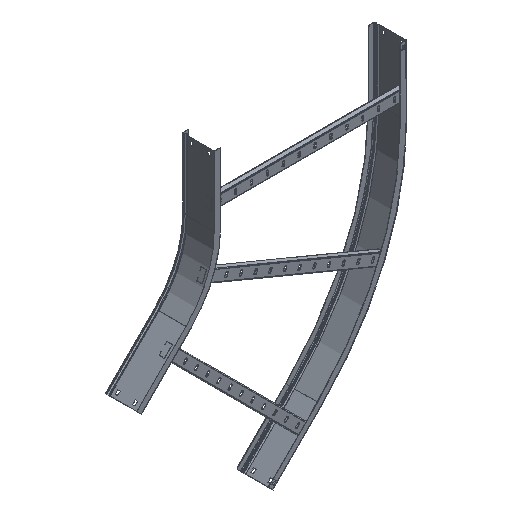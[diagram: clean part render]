
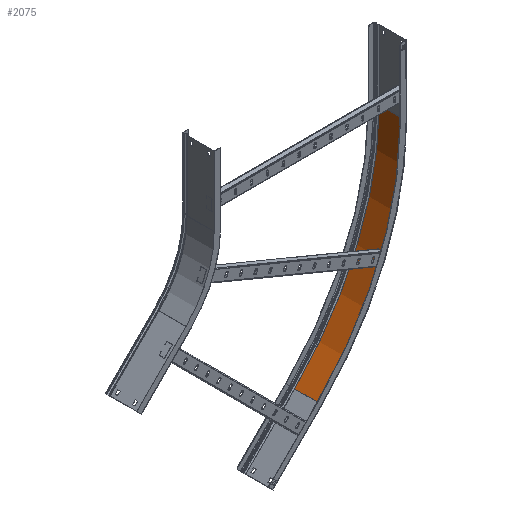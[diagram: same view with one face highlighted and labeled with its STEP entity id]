
A CAD part, isometric view. The second image highlights one B-rep face of the part: STEP entity #2075.
In plain terms, the highlighted cylindrical face has radius 898.8 mm (diameter 1797.6 mm), a partial arc.
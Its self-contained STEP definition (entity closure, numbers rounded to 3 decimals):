
#876 = DIRECTION ( 'NONE',  ( 0., 0., -1. ) ) ;
#1652 = CIRCLE ( 'NONE', #8565, 898.8 ) ;
#1686 = DIRECTION ( 'NONE',  ( 0., 0., 1. ) ) ;
#1784 = CIRCLE ( 'NONE', #2903, 898.8 ) ;
#2075 = ADVANCED_FACE ( 'NONE', ( #4292 ), #2535, .F. ) ;
#2170 = VECTOR ( 'NONE', #7876, 1000. ) ;
#2470 = CARTESIAN_POINT ( 'NONE',  ( 898.8, 0., 0. ) ) ;
#2535 = CYLINDRICAL_SURFACE ( 'NONE', #3103, 898.8 ) ;
#2638 = CARTESIAN_POINT ( 'NONE',  ( 635.548, 2.2, -635.548 ) ) ;
#2903 = AXIS2_PLACEMENT_3D ( 'NONE', #4539, #3917, #8495 ) ;
#2985 = DIRECTION ( 'NONE',  ( 0., 1., 0. ) ) ;
#3098 = ORIENTED_EDGE ( 'NONE', *, *, #7679, .T. ) ;
#3103 = AXIS2_PLACEMENT_3D ( 'NONE', #3650, #2985, #1686 ) ;
#3617 = VERTEX_POINT ( 'NONE', #5297 ) ;
#3650 = CARTESIAN_POINT ( 'NONE',  ( 0., 0., 0. ) ) ;
#3723 = LINE ( 'NONE', #2470, #2170 ) ;
#3778 = VERTEX_POINT ( 'NONE', #4754 ) ;
#3870 = EDGE_CURVE ( 'NONE', #8172, #4873, #1784, .T. ) ;
#3917 = DIRECTION ( 'NONE',  ( 0., -1., 0. ) ) ;
#3964 = DIRECTION ( 'NONE',  ( 0., 1., 0. ) ) ;
#4038 = ORIENTED_EDGE ( 'NONE', *, *, #3870, .T. ) ;
#4292 = FACE_OUTER_BOUND ( 'NONE', #6502, .T. ) ;
#4539 = CARTESIAN_POINT ( 'NONE',  ( 0., 1.2, 0. ) ) ;
#4606 = ORIENTED_EDGE ( 'NONE', *, *, #6487, .F. ) ;
#4754 = CARTESIAN_POINT ( 'NONE',  ( 635.548, 84.965, -635.548 ) ) ;
#4873 = VERTEX_POINT ( 'NONE', #8046 ) ;
#5297 = CARTESIAN_POINT ( 'NONE',  ( 898.8, 84.965, 0. ) ) ;
#5573 = EDGE_CURVE ( 'NONE', #3778, #3617, #1652, .T. ) ;
#5644 = ORIENTED_EDGE ( 'NONE', *, *, #5573, .F. ) ;
#6239 = CARTESIAN_POINT ( 'NONE',  ( 0., 84.965, 0. ) ) ;
#6487 = EDGE_CURVE ( 'NONE', #8172, #3778, #8614, .T. ) ;
#6502 = EDGE_LOOP ( 'NONE', ( #3098, #5644, #4606, #4038 ) ) ;
#6860 = DIRECTION ( 'NONE',  ( 0., -1., 0. ) ) ;
#7445 = VECTOR ( 'NONE', #3964, 1000. ) ;
#7679 = EDGE_CURVE ( 'NONE', #4873, #3617, #3723, .T. ) ;
#7876 = DIRECTION ( 'NONE',  ( 0., 1., 0. ) ) ;
#8046 = CARTESIAN_POINT ( 'NONE',  ( 898.8, 1.2, 0. ) ) ;
#8172 = VERTEX_POINT ( 'NONE', #8349 ) ;
#8349 = CARTESIAN_POINT ( 'NONE',  ( 635.548, 1.2, -635.548 ) ) ;
#8495 = DIRECTION ( 'NONE',  ( 0., 0., 1. ) ) ;
#8565 = AXIS2_PLACEMENT_3D ( 'NONE', #6239, #6860, #876 ) ;
#8614 = LINE ( 'NONE', #2638, #7445 ) ;
